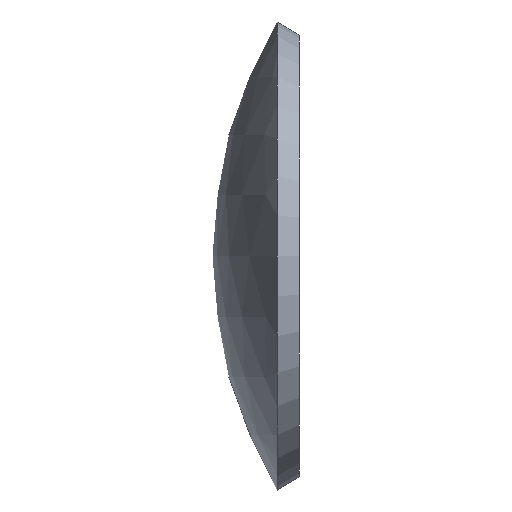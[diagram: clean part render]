
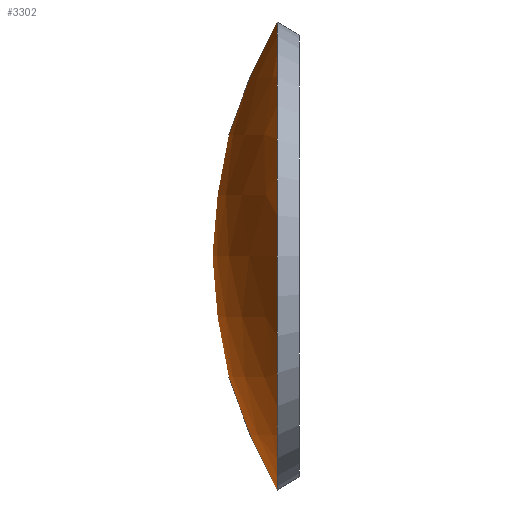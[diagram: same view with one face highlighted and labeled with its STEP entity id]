
A CAD part, left-side view. The second image highlights one B-rep face of the part: STEP entity #3302.
In plain terms, the highlighted spherical face has radius 26.221 mm.
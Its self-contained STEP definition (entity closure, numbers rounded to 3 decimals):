
#631 = CARTESIAN_POINT ( 'NONE',  ( 13.45, 1.288, 0. ) ) ;
#1333 = DIRECTION ( 'NONE',  ( 0., -1., 0. ) ) ;
#1648 = DIRECTION ( 'NONE',  ( 1., 0., 0. ) ) ;
#1748 = EDGE_LOOP ( 'NONE', ( #3388 ) ) ;
#2316 = CARTESIAN_POINT ( 'NONE',  ( 0., 1.288, 0. ) ) ;
#3302 = ADVANCED_FACE ( 'NONE', ( #5501 ), #6641, .T. ) ;
#3388 = ORIENTED_EDGE ( 'NONE', *, *, #9488, .F. ) ;
#4100 = AXIS2_PLACEMENT_3D ( 'NONE', #2316, #1333, #10504 ) ;
#5501 = FACE_OUTER_BOUND ( 'NONE', #1748, .T. ) ;
#6553 = AXIS2_PLACEMENT_3D ( 'NONE', #8861, #7088, #1648 ) ;
#6641 = SPHERICAL_SURFACE ( 'NONE', #6553, 26.221 ) ;
#7088 = DIRECTION ( 'NONE',  ( 0., 0., 1. ) ) ;
#8861 = CARTESIAN_POINT ( 'NONE',  ( 0., -21.221, 0. ) ) ;
#9488 = EDGE_CURVE ( 'NONE', #11052, #11052, #11667, .T. ) ;
#10504 = DIRECTION ( 'NONE',  ( 1., 0., 0. ) ) ;
#11052 = VERTEX_POINT ( 'NONE', #631 ) ;
#11667 = CIRCLE ( 'NONE', #4100, 13.45 ) ;
